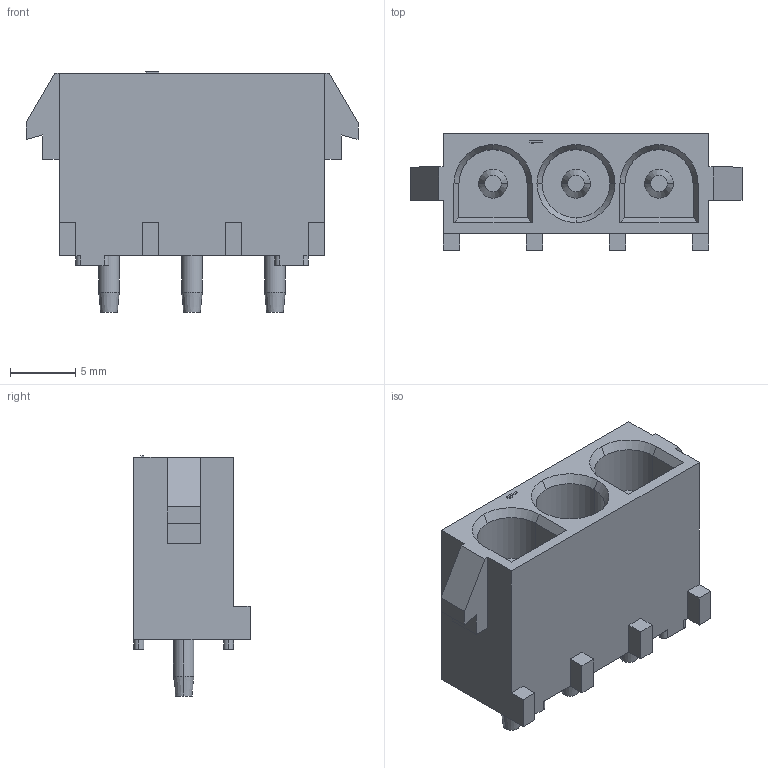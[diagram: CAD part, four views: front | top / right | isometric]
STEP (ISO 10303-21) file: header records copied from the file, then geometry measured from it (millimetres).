
FILE_DESCRIPTION(('STEP AP242'),'1');
FILE_NAME('350789-1.stp','2022-08-03T08:25:38',('TraceParts'),('TraceParts S.A.'),'Spatial InterOp 3D',' ',' ');
FILE_SCHEMA(('AP242_MANAGED_MODEL_BASED_3D_ENGINEERING_MIM_LF {1 0 10303 442 1 1 4}'));
Length unit declared in the file: millimetre
Products named in the file (1): 350789-1
Bounding box: 25.4 x 8.89 x 18.38 mm (x, y, z)
Volume: 1591.1 mm3; surface area: 1970.7 mm2
Topology: 1 solids, 1 shells, 123 faces, 311 edges, 200 vertices
Faces by surface type: plane 71, cylinder 32, cone 20
Entity records: 3692 total; most frequent: DIRECTION 647, CARTESIAN_POINT 635, ORIENTED_EDGE 622, EDGE_CURVE 311, LINE 223, VECTOR 223, AXIS2_PLACEMENT_3D 212, VERTEX_POINT 200
